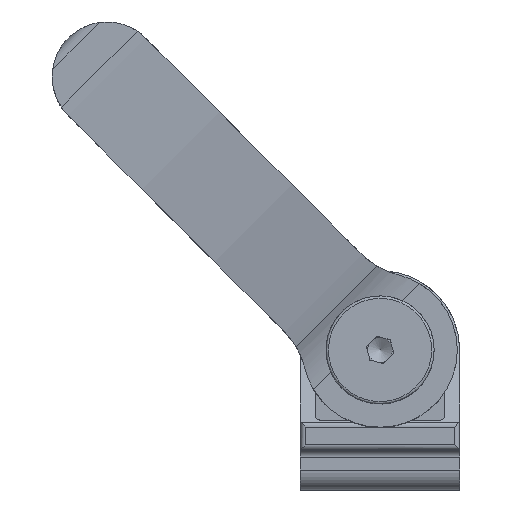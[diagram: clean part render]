
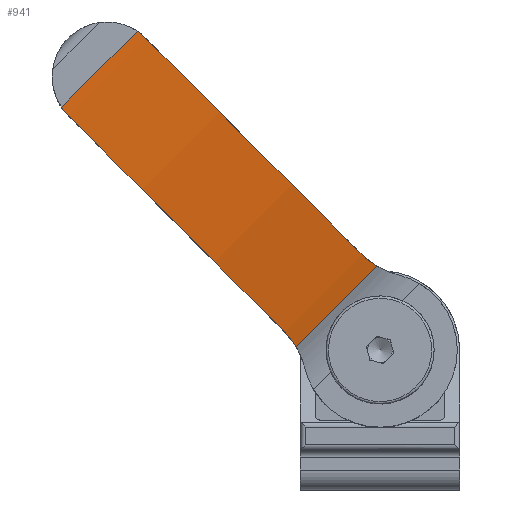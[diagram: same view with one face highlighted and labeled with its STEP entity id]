
A CAD part, top view. The second image highlights one B-rep face of the part: STEP entity #941.
In plain terms, the highlighted cylindrical face has radius 87.779 mm (diameter 175.557 mm), a partial arc.
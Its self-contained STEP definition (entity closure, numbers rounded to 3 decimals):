
#941=ADVANCED_FACE('',(#1122),#1123,.T.);
#1122=FACE_OUTER_BOUND('',#1381,.T.);
#1123=CYLINDRICAL_SURFACE('',#1382,87.779);
#1381=EDGE_LOOP('',(#1972,#1973,#1974,#1975,#1976,#1977,#1978,#1979));
#1382=AXIS2_PLACEMENT_3D('',#1980,#1981,#1982);
#1972=ORIENTED_EDGE('',*,*,#2553,.F.);
#1973=ORIENTED_EDGE('',*,*,#2640,.T.);
#1974=ORIENTED_EDGE('',*,*,#2642,.T.);
#1975=ORIENTED_EDGE('',*,*,#2644,.T.);
#1976=ORIENTED_EDGE('',*,*,#2561,.T.);
#1977=ORIENTED_EDGE('',*,*,#2522,.T.);
#1978=ORIENTED_EDGE('',*,*,#2538,.F.);
#1979=ORIENTED_EDGE('',*,*,#2637,.T.);
#1980=CARTESIAN_POINT('',(-24.629,45.561,-42.737));
#1981=DIRECTION('',(0.707,0.707,0.));
#1982=DIRECTION('',(-0.707,0.707,0.0));
#2522=EDGE_CURVE('',#2815,#2813,#2816,.F.);
#2538=EDGE_CURVE('',#2846,#2813,#2847,.T.);
#2553=EDGE_CURVE('',#2873,#2875,#2876,.T.);
#2561=EDGE_CURVE('',#2889,#2815,#2890,.T.);
#2637=EDGE_CURVE('',#2846,#2875,#3005,.F.);
#2640=EDGE_CURVE('',#2873,#3008,#3010,.T.);
#2642=EDGE_CURVE('',#3008,#3011,#3013,.T.);
#2644=EDGE_CURVE('',#3011,#2889,#3015,.T.);
#2813=VERTEX_POINT('',#3323);
#2815=VERTEX_POINT('',#3326);
#2816=CIRCLE('',#3327,87.779);
#2846=VERTEX_POINT('',#3410);
#2847=B_SPLINE_CURVE_WITH_KNOTS('',3,(#3411,#3412,#3413,#3414),.UNSPECIFIED.,.F.,.F.,(4,4),(0.,0.001),.UNSPECIFIED.);
#2873=VERTEX_POINT('',#3516);
#2875=VERTEX_POINT('',#3519);
#2876=B_SPLINE_CURVE_WITH_KNOTS('',3,(#3520,#3521,#3522,#3523),.UNSPECIFIED.,.F.,.F.,(4,4),(0.,0.001),.UNSPECIFIED.);
#2889=VERTEX_POINT('',#3567);
#2890=B_SPLINE_CURVE_WITH_KNOTS('',3,(#3568,#3569,#3570,#3571),.UNSPECIFIED.,.F.,.F.,(4,4),(0.,0.002),.UNSPECIFIED.);
#3005=LINE('',#3820,#3821);
#3008=VERTEX_POINT('',#3827);
#3010=CIRCLE('',#3830,87.779);
#3011=VERTEX_POINT('',#3831);
#3013=B_SPLINE_CURVE_WITH_KNOTS('',3,(#3838,#3839,#3840,#3841),.UNSPECIFIED.,.F.,.F.,(4,4),(0.,0.002),.UNSPECIFIED.);
#3015=LINE('',#3858,#3859);
#3323=CARTESIAN_POINT('',(-23.518,41.297,44.96));
#3326=CARTESIAN_POINT('',(-1.812,19.59,37.979));
#3327=AXIS2_PLACEMENT_3D('',#4344,#4345,#4346);
#3410=CARTESIAN_POINT('',(-24.366,41.99,45.));
#3411=CARTESIAN_POINT('',(-24.366,41.99,45.));
#3412=CARTESIAN_POINT('',(-24.06,41.787,44.989));
#3413=CARTESIAN_POINT('',(-23.778,41.556,44.975));
#3414=CARTESIAN_POINT('',(-23.518,41.297,44.96));
#3516=CARTESIAN_POINT('',(-31.297,33.518,44.96));
#3519=CARTESIAN_POINT('',(-31.99,34.366,45.));
#3520=CARTESIAN_POINT('',(-31.297,33.518,44.96));
#3521=CARTESIAN_POINT('',(-31.556,33.778,44.975));
#3522=CARTESIAN_POINT('',(-31.787,34.06,44.989));
#3523=CARTESIAN_POINT('',(-31.99,34.366,45.));
#3567=CARTESIAN_POINT('',(-0.326,18.428,37.153));
#3568=CARTESIAN_POINT('',(-0.326,18.428,37.152));
#3569=CARTESIAN_POINT('',(-0.867,18.754,37.432));
#3570=CARTESIAN_POINT('',(-1.363,19.141,37.707));
#3571=CARTESIAN_POINT('',(-1.812,19.59,37.979));
#3820=CARTESIAN_POINT('',(-22.712,43.644,45.));
#3821=VECTOR('',#4502,1.0);
#3827=CARTESIAN_POINT('',(-9.59,11.812,37.979));
#3830=AXIS2_PLACEMENT_3D('',#4504,#4505,#4506);
#3831=CARTESIAN_POINT('',(-8.428,10.326,37.153));
#3838=CARTESIAN_POINT('',(-9.59,11.812,37.979));
#3839=CARTESIAN_POINT('',(-9.141,11.363,37.707));
#3840=CARTESIAN_POINT('',(-8.754,10.867,37.432));
#3841=CARTESIAN_POINT('',(-8.428,10.326,37.152));
#3858=CARTESIAN_POINT('',(1.089,19.843,37.153));
#3859=VECTOR('',#4507,1.0);
#4344=CARTESIAN_POINT('',(-26.206,43.984,-42.737));
#4345=DIRECTION('',(0.707,0.707,0.));
#4346=DIRECTION('',(-0.707,0.707,0.0));
#4502=DIRECTION('',(0.707,0.707,0.));
#4504=CARTESIAN_POINT('',(-33.984,36.206,-42.737));
#4505=DIRECTION('',(0.707,0.707,0.));
#4506=DIRECTION('',(-0.707,0.707,0.0));
#4507=DIRECTION('',(0.707,0.707,0.));
